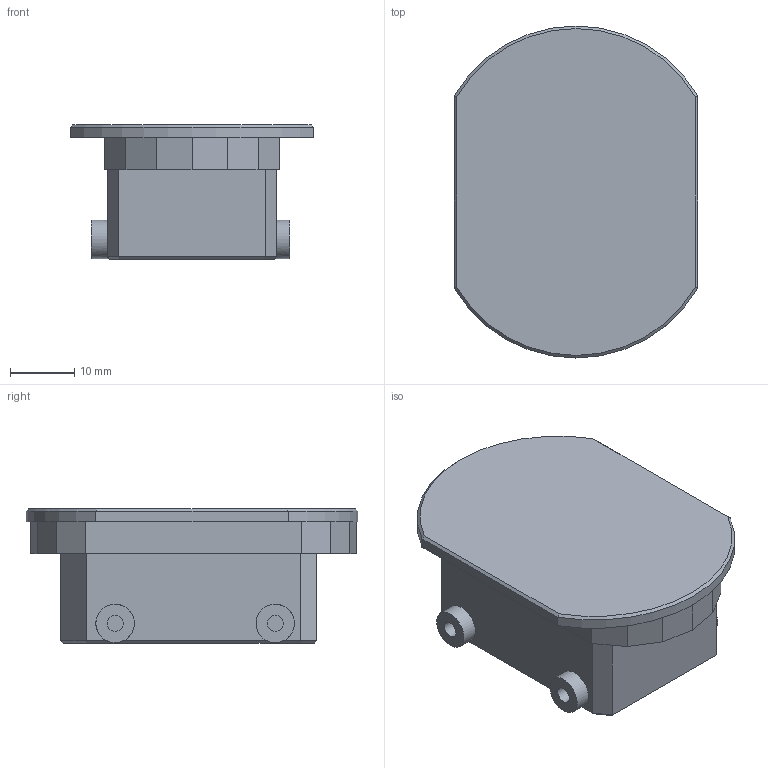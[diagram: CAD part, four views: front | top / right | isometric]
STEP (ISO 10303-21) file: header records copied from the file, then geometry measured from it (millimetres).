
FILE_DESCRIPTION(/* description */ (''),/* implementation_level */ '2;1');
FILE_NAME(/* name */ 'base.step',/* time_stamp */ '2020-09-29T10:26:55-03:00',/* author */ (''),/* organization */ (''),/* preprocessor_version */ 'ST-DEVELOPER v18.1',/* originating_system */ 'Autodesk Translation Framework v9.3.0.1241',/* authorisation */ '');
FILE_SCHEMA (('AUTOMOTIVE_DESIGN { 1 0 10303 214 3 1 1 }'));
Length unit declared in the file: millimetre
Products named in the file (1): base
Bounding box: 38 x 51.82 x 21 mm (x, y, z)
Volume: 24329.8 mm3; surface area: 6428.2 mm2
Topology: 1 solids, 1 shells, 58 faces, 138 edges, 88 vertices
Faces by surface type: plane 46, cylinder 10, cone 2
Full cylindrical faces by diameter (mm): 2.5 x4, 6 x4
Entity records: 1693 total; most frequent: CARTESIAN_POINT 297, DIRECTION 282, ORIENTED_EDGE 276, EDGE_CURVE 138, LINE 104, VECTOR 104, AXIS2_PLACEMENT_3D 89, VERTEX_POINT 88
